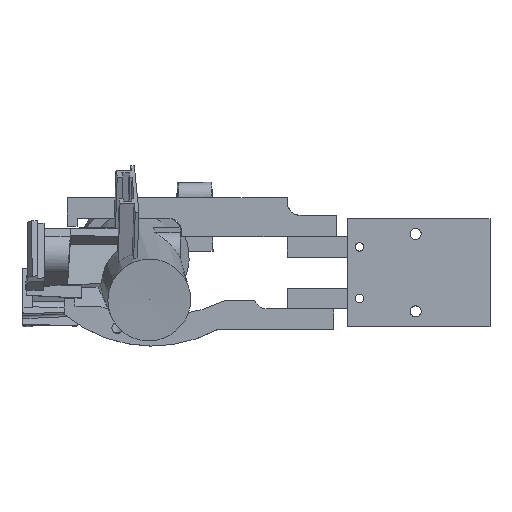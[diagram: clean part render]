
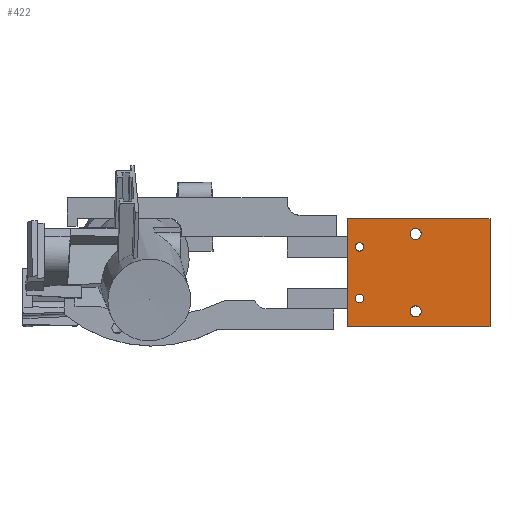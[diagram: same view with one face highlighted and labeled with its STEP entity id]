
A CAD part, top view. The second image highlights one B-rep face of the part: STEP entity #422.
In plain terms, the highlighted planar face has unit normal (0, 0, 1).
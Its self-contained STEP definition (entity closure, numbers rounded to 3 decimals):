
#227=FACE_BOUND('',#1039,.T.);
#228=FACE_BOUND('',#1040,.T.);
#229=FACE_BOUND('',#1041,.T.);
#230=FACE_BOUND('',#1042,.T.);
#231=FACE_BOUND('',#1043,.T.);
#422=ADVANCED_FACE('',(#227,#228,#229,#230,#231),#648,.T.);
#648=PLANE('',#4653);
#1039=EDGE_LOOP('',(#1598));
#1040=EDGE_LOOP('',(#1599));
#1041=EDGE_LOOP('',(#1600));
#1042=EDGE_LOOP('',(#1601));
#1043=EDGE_LOOP('',(#1602,#1603,#1604,#1605));
#1308=CIRCLE('',#4649,2.15);
#1309=CIRCLE('',#4650,2.15);
#1310=CIRCLE('',#4651,1.65);
#1311=CIRCLE('',#4652,1.65);
#1598=ORIENTED_EDGE('',*,*,#3175,.T.);
#1599=ORIENTED_EDGE('',*,*,#3176,.T.);
#1600=ORIENTED_EDGE('',*,*,#3177,.T.);
#1601=ORIENTED_EDGE('',*,*,#3178,.T.);
#1602=ORIENTED_EDGE('',*,*,#3155,.T.);
#1603=ORIENTED_EDGE('',*,*,#3161,.T.);
#1604=ORIENTED_EDGE('',*,*,#3174,.T.);
#1605=ORIENTED_EDGE('',*,*,#3167,.T.);
#2692=VERTEX_POINT('',#6488);
#2693=VERTEX_POINT('',#6490);
#2698=VERTEX_POINT('',#6501);
#2703=VERTEX_POINT('',#6514);
#2706=VERTEX_POINT('',#6528);
#2707=VERTEX_POINT('',#6530);
#2708=VERTEX_POINT('',#6532);
#2709=VERTEX_POINT('',#6534);
#3155=EDGE_CURVE('',#2693,#2692,#3753,.T.);
#3161=EDGE_CURVE('',#2692,#2698,#3759,.T.);
#3167=EDGE_CURVE('',#2703,#2693,#3765,.T.);
#3174=EDGE_CURVE('',#2698,#2703,#3772,.T.);
#3175=EDGE_CURVE('',#2706,#2706,#1308,.T.);
#3176=EDGE_CURVE('',#2707,#2707,#1309,.T.);
#3177=EDGE_CURVE('',#2708,#2708,#1310,.T.);
#3178=EDGE_CURVE('',#2709,#2709,#1311,.T.);
#3753=LINE('',#6489,#4201);
#3759=LINE('',#6502,#4207);
#3765=LINE('',#6513,#4213);
#3772=LINE('',#6525,#4220);
#4201=VECTOR('',#5187,1.);
#4207=VECTOR('',#5195,1.);
#4213=VECTOR('',#5203,1.);
#4220=VECTOR('',#5214,1.);
#4649=AXIS2_PLACEMENT_3D('',#6527,#5217,#5218);
#4650=AXIS2_PLACEMENT_3D('',#6529,#5219,#5220);
#4651=AXIS2_PLACEMENT_3D('',#6531,#5221,#5222);
#4652=AXIS2_PLACEMENT_3D('',#6533,#5223,#5224);
#4653=AXIS2_PLACEMENT_3D('',#6535,#5225,#5226);
#5187=DIRECTION('',(0.,-1.,0.));
#5195=DIRECTION('',(1.,0.,0.));
#5203=DIRECTION('',(-1.,0.,0.));
#5214=DIRECTION('',(0.,1.,0.));
#5217=DIRECTION('',(0.,0.,-1.));
#5218=DIRECTION('',(1.,0.,0.));
#5219=DIRECTION('',(0.,0.,-1.));
#5220=DIRECTION('',(1.,0.,0.));
#5221=DIRECTION('',(0.,0.,-1.));
#5222=DIRECTION('',(1.,0.,0.));
#5223=DIRECTION('',(0.,0.,-1.));
#5224=DIRECTION('',(1.,0.,0.));
#5225=DIRECTION('',(0.,0.,1.));
#5226=DIRECTION('',(1.,0.,0.));
#6488=CARTESIAN_POINT('',(-27.5,-20.8,27.2));
#6489=CARTESIAN_POINT('',(-27.5,20.8,27.2));
#6490=CARTESIAN_POINT('',(-27.5,20.8,27.2));
#6501=CARTESIAN_POINT('',(27.5,-20.8,27.2));
#6502=CARTESIAN_POINT('',(-27.5,-20.8,27.2));
#6513=CARTESIAN_POINT('',(27.5,20.8,27.2));
#6514=CARTESIAN_POINT('',(27.5,20.8,27.2));
#6525=CARTESIAN_POINT('',(27.5,-20.8,27.2));
#6527=CARTESIAN_POINT('',(-1.3,-15.,27.2));
#6528=CARTESIAN_POINT('',(0.85,-15.,27.2));
#6529=CARTESIAN_POINT('',(-1.3,15.,27.2));
#6530=CARTESIAN_POINT('',(0.85,15.,27.2));
#6531=CARTESIAN_POINT('',(-23.,-10.,27.2));
#6532=CARTESIAN_POINT('',(-21.35,-10.,27.2));
#6533=CARTESIAN_POINT('',(-23.,10.,27.2));
#6534=CARTESIAN_POINT('',(-21.35,10.,27.2));
#6535=CARTESIAN_POINT('',(0.,0.,27.2));
